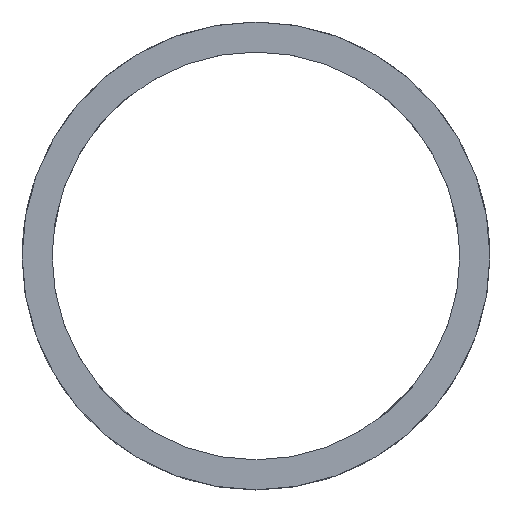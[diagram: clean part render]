
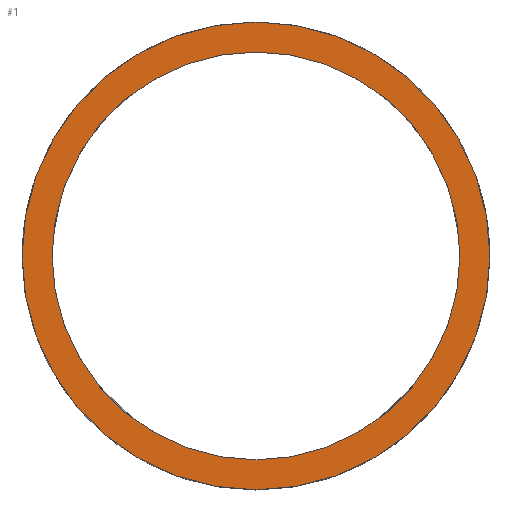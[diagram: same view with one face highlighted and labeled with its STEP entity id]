
A CAD part, top view. The second image highlights one B-rep face of the part: STEP entity #1.
In plain terms, the highlighted planar face has unit normal (0, 0, 1).
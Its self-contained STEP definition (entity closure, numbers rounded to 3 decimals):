
#1 = ADVANCED_FACE ( 'NONE', ( #576, #546 ), #646, .T. ) ;
#16 = EDGE_CURVE ( 'NONE', #321, #326, #411, .T. ) ;
#88 = AXIS2_PLACEMENT_3D ( 'NONE', #577, #396, #858 ) ;
#91 = CIRCLE ( 'NONE', #88, 54.5 ) ;
#100 = AXIS2_PLACEMENT_3D ( 'NONE', #379, #443, #311 ) ;
#105 = ORIENTED_EDGE ( 'NONE', *, *, #16, .T. ) ;
#110 = DIRECTION ( 'NONE',  ( 0., 0., 1. ) ) ;
#117 = VERTEX_POINT ( 'NONE', #806 ) ;
#127 = DIRECTION ( 'NONE',  ( 0., 0., 1. ) ) ;
#194 = CIRCLE ( 'NONE', #226, 47.5 ) ;
#226 = AXIS2_PLACEMENT_3D ( 'NONE', #585, #127, #271 ) ;
#236 = CARTESIAN_POINT ( 'NONE',  ( -54.5, 0., 15. ) ) ;
#239 = ORIENTED_EDGE ( 'NONE', *, *, #361, .F. ) ;
#250 = EDGE_LOOP ( 'NONE', ( #105, #881 ) ) ;
#269 = VERTEX_POINT ( 'NONE', #596 ) ;
#271 = DIRECTION ( 'NONE',  ( 1., 0., 0. ) ) ;
#311 = DIRECTION ( 'NONE',  ( 1., 0., 0. ) ) ;
#321 = VERTEX_POINT ( 'NONE', #236 ) ;
#325 = CARTESIAN_POINT ( 'NONE',  ( 0., 0., 15. ) ) ;
#326 = VERTEX_POINT ( 'NONE', #376 ) ;
#361 = EDGE_CURVE ( 'NONE', #269, #117, #408, .T. ) ;
#376 = CARTESIAN_POINT ( 'NONE',  ( 54.5, 0., 15. ) ) ;
#379 = CARTESIAN_POINT ( 'NONE',  ( 0., 0., 15. ) ) ;
#396 = DIRECTION ( 'NONE',  ( 0., 0., 1. ) ) ;
#408 = CIRCLE ( 'NONE', #100, 47.5 ) ;
#411 = CIRCLE ( 'NONE', #520, 54.5 ) ;
#443 = DIRECTION ( 'NONE',  ( 0., 0., 1. ) ) ;
#456 = DIRECTION ( 'NONE',  ( 1., 0., 0. ) ) ;
#458 = EDGE_CURVE ( 'NONE', #326, #321, #91, .T. ) ;
#462 = CARTESIAN_POINT ( 'NONE',  ( 0., 0., 15. ) ) ;
#520 = AXIS2_PLACEMENT_3D ( 'NONE', #462, #719, #528 ) ;
#528 = DIRECTION ( 'NONE',  ( 1., 0., 0. ) ) ;
#546 = FACE_BOUND ( 'NONE', #705, .T. ) ;
#572 = EDGE_CURVE ( 'NONE', #117, #269, #194, .T. ) ;
#576 = FACE_OUTER_BOUND ( 'NONE', #250, .T. ) ;
#577 = CARTESIAN_POINT ( 'NONE',  ( 0., 0., 15. ) ) ;
#585 = CARTESIAN_POINT ( 'NONE',  ( 0., 0., 15. ) ) ;
#596 = CARTESIAN_POINT ( 'NONE',  ( -47.5, 0., 15. ) ) ;
#646 = PLANE ( 'NONE',  #765 ) ;
#705 = EDGE_LOOP ( 'NONE', ( #239, #769 ) ) ;
#719 = DIRECTION ( 'NONE',  ( 0., 0., 1. ) ) ;
#765 = AXIS2_PLACEMENT_3D ( 'NONE', #325, #110, #456 ) ;
#769 = ORIENTED_EDGE ( 'NONE', *, *, #572, .F. ) ;
#806 = CARTESIAN_POINT ( 'NONE',  ( 47.5, 0., 15. ) ) ;
#858 = DIRECTION ( 'NONE',  ( 1., 0., 0. ) ) ;
#881 = ORIENTED_EDGE ( 'NONE', *, *, #458, .T. ) ;
